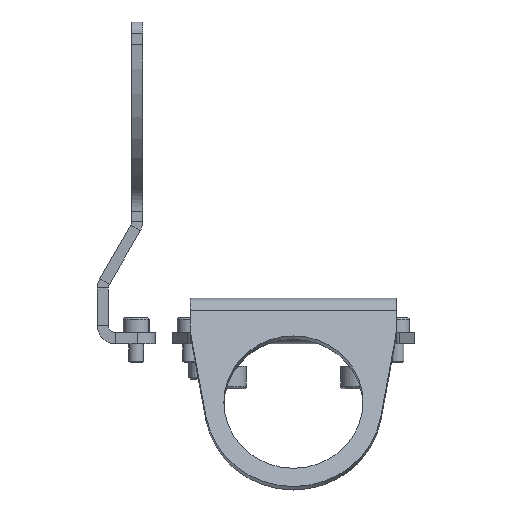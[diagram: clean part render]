
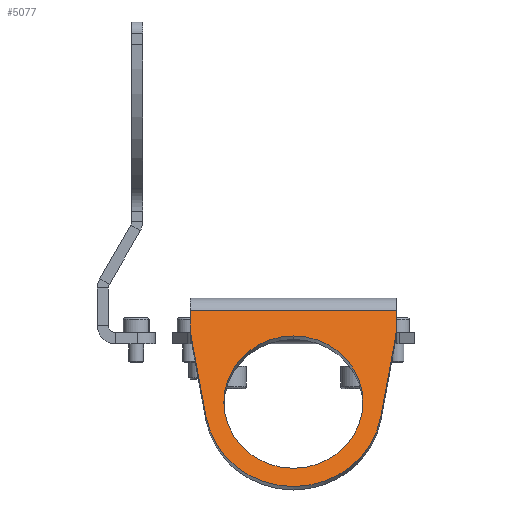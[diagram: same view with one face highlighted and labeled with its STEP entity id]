
A CAD part, front view. The second image highlights one B-rep face of the part: STEP entity #5077.
In plain terms, the highlighted planar face has unit normal (0, -0.951, 0.309).
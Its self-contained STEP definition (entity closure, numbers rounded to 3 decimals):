
#11 = CARTESIAN_POINT ( 'NONE',  ( -430.09, 32.409, -511.781 ) ) ;
#56 = VECTOR ( 'NONE', #1210, 1000. ) ;
#119 = CARTESIAN_POINT ( 'NONE',  ( -425.37, 32.409, -511.781 ) ) ;
#173 = DIRECTION ( 'NONE',  ( 0., 0.309, 0.951 ) ) ;
#182 = EDGE_CURVE ( 'NONE', #2786, #1598, #3062, .T. ) ;
#210 = CARTESIAN_POINT ( 'NONE',  ( -427.73, 25.512, -533.008 ) ) ;
#222 = LINE ( 'NONE', #683, #56 ) ;
#354 = ORIENTED_EDGE ( 'NONE', *, *, #182, .T. ) ;
#437 = EDGE_CURVE ( 'NONE', #3327, #2395, #1962, .T. ) ;
#493 = CARTESIAN_POINT ( 'NONE',  ( -400.546, 30.799, -516.735 ) ) ;
#513 = DIRECTION ( 'NONE',  ( 0., 0.309, 0.951 ) ) ;
#536 = DIRECTION ( 'NONE',  ( 0., 0.309, 0.951 ) ) ;
#683 = CARTESIAN_POINT ( 'NONE',  ( -469.73, 33.456, -508.559 ) ) ;
#732 = DIRECTION ( 'NONE',  ( 0., 0.309, 0.951 ) ) ;
#745 = AXIS2_PLACEMENT_3D ( 'NONE', #4577, #3568, #513 ) ;
#994 = DIRECTION ( 'NONE',  ( 0., 0.309, 0.951 ) ) ;
#1064 = EDGE_LOOP ( 'NONE', ( #3369, #354, #1105, #5715, #1894, #1554, #4055, #1088 ) ) ;
#1088 = ORIENTED_EDGE ( 'NONE', *, *, #3565, .F. ) ;
#1092 = EDGE_LOOP ( 'NONE', ( #4335, #5052 ) ) ;
#1105 = ORIENTED_EDGE ( 'NONE', *, *, #3203, .F. ) ;
#1210 = DIRECTION ( 'NONE',  ( 1., 0., 0. ) ) ;
#1248 = CARTESIAN_POINT ( 'NONE',  ( -400.09, 33.456, -508.559 ) ) ;
#1253 = CARTESIAN_POINT ( 'NONE',  ( -455.37, 33.456, -508.559 ) ) ;
#1337 = AXIS2_PLACEMENT_3D ( 'NONE', #11, #3593, #536 ) ;
#1408 = DIRECTION ( 'NONE',  ( -0.174, 0.304, 0.937 ) ) ;
#1554 = ORIENTED_EDGE ( 'NONE', *, *, #4597, .T. ) ;
#1597 = EDGE_CURVE ( 'NONE', #2395, #2195, #4624, .T. ) ;
#1598 = VERTEX_POINT ( 'NONE', #5268 ) ;
#1637 = VECTOR ( 'NONE', #5477, 1000. ) ;
#1820 = DIRECTION ( 'NONE',  ( 0., -0.951, 0.309 ) ) ;
#1894 = ORIENTED_EDGE ( 'NONE', *, *, #437, .F. ) ;
#1902 = AXIS2_PLACEMENT_3D ( 'NONE', #210, #3798, #732 ) ;
#1928 = CARTESIAN_POINT ( 'NONE',  ( -457.986, 36.184, -500.163 ) ) ;
#1962 = LINE ( 'NONE', #6183, #1637 ) ;
#2195 = VERTEX_POINT ( 'NONE', #4066 ) ;
#2395 = VERTEX_POINT ( 'NONE', #4709 ) ;
#2763 = EDGE_CURVE ( 'NONE', #3625, #4158, #4877, .T. ) ;
#2786 = VERTEX_POINT ( 'NONE', #5923 ) ;
#3009 = CARTESIAN_POINT ( 'NONE',  ( -455.37, 35.544, -502.133 ) ) ;
#3022 = VECTOR ( 'NONE', #994, 1000. ) ;
#3062 = CIRCLE ( 'NONE', #5979, 30. ) ;
#3182 = DIRECTION ( 'NONE',  ( 0., 0.309, 0.951 ) ) ;
#3203 = EDGE_CURVE ( 'NONE', #2195, #1598, #6237, .T. ) ;
#3237 = DIRECTION ( 'NONE',  ( 0., 0.951, -0.309 ) ) ;
#3269 = VERTEX_POINT ( 'NONE', #5049 ) ;
#3283 = CIRCLE ( 'NONE', #1902, 18.65 ) ;
#3298 = EDGE_CURVE ( 'NONE', #2786, #4835, #5901, .T. ) ;
#3327 = VERTEX_POINT ( 'NONE', #493 ) ;
#3359 = FACE_BOUND ( 'NONE', #1092, .T. ) ;
#3369 = ORIENTED_EDGE ( 'NONE', *, *, #3298, .F. ) ;
#3506 = VERTEX_POINT ( 'NONE', #5717 ) ;
#3565 = EDGE_CURVE ( 'NONE', #4835, #3625, #222, .T. ) ;
#3568 = DIRECTION ( 'NONE',  ( 0., -0.951, 0.309 ) ) ;
#3593 = DIRECTION ( 'NONE',  ( 0., -0.951, 0.309 ) ) ;
#3625 = VERTEX_POINT ( 'NONE', #1248 ) ;
#3730 = DIRECTION ( 'NONE',  ( 0., -0.951, 0.309 ) ) ;
#3798 = DIRECTION ( 'NONE',  ( 0., -0.951, 0.309 ) ) ;
#4004 = AXIS2_PLACEMENT_3D ( 'NONE', #6308, #3237, #173 ) ;
#4055 = ORIENTED_EDGE ( 'NONE', *, *, #2763, .F. ) ;
#4066 = CARTESIAN_POINT ( 'NONE',  ( -451.168, 24.235, -536.938 ) ) ;
#4158 = VERTEX_POINT ( 'NONE', #4983 ) ;
#4335 = ORIENTED_EDGE ( 'NONE', *, *, #5956, .F. ) ;
#4368 = DIRECTION ( 'NONE',  ( 0., -0.309, -0.951 ) ) ;
#4569 = CIRCLE ( 'NONE', #4866, 18.65 ) ;
#4571 = FACE_OUTER_BOUND ( 'NONE', #1064, .T. ) ;
#4577 = CARTESIAN_POINT ( 'NONE',  ( -469.73, 35.544, -502.133 ) ) ;
#4597 = EDGE_CURVE ( 'NONE', #3327, #4158, #6096, .T. ) ;
#4624 = CIRCLE ( 'NONE', #4004, 23.8 ) ;
#4709 = CARTESIAN_POINT ( 'NONE',  ( -404.292, 24.235, -536.938 ) ) ;
#4800 = EDGE_CURVE ( 'NONE', #3269, #3506, #3283, .T. ) ;
#4835 = VERTEX_POINT ( 'NONE', #1253 ) ;
#4866 = AXIS2_PLACEMENT_3D ( 'NONE', #4873, #1820, #5379 ) ;
#4873 = CARTESIAN_POINT ( 'NONE',  ( -427.73, 25.512, -533.008 ) ) ;
#4877 = LINE ( 'NONE', #5363, #6073 ) ;
#4983 = CARTESIAN_POINT ( 'NONE',  ( -400.09, 32.409, -511.781 ) ) ;
#5049 = CARTESIAN_POINT ( 'NONE',  ( -427.73, 19.749, -550.745 ) ) ;
#5052 = ORIENTED_EDGE ( 'NONE', *, *, #4800, .F. ) ;
#5077 = ADVANCED_FACE ( 'NONE', ( #3359, #4571 ), #5596, .T. ) ;
#5268 = CARTESIAN_POINT ( 'NONE',  ( -454.914, 30.799, -516.735 ) ) ;
#5363 = CARTESIAN_POINT ( 'NONE',  ( -400.09, 35.544, -502.133 ) ) ;
#5379 = DIRECTION ( 'NONE',  ( 0., 0.309, 0.951 ) ) ;
#5477 = DIRECTION ( 'NONE',  ( -0.174, -0.304, -0.937 ) ) ;
#5596 = PLANE ( 'NONE',  #745 ) ;
#5715 = ORIENTED_EDGE ( 'NONE', *, *, #1597, .F. ) ;
#5717 = CARTESIAN_POINT ( 'NONE',  ( -427.73, 31.275, -515.27 ) ) ;
#5901 = LINE ( 'NONE', #3009, #3022 ) ;
#5923 = CARTESIAN_POINT ( 'NONE',  ( -455.37, 32.409, -511.781 ) ) ;
#5956 = EDGE_CURVE ( 'NONE', #3506, #3269, #4569, .T. ) ;
#5979 = AXIS2_PLACEMENT_3D ( 'NONE', #119, #3730, #3182 ) ;
#6062 = VECTOR ( 'NONE', #1408, 1000. ) ;
#6073 = VECTOR ( 'NONE', #4368, 1000. ) ;
#6096 = CIRCLE ( 'NONE', #1337, 30. ) ;
#6183 = CARTESIAN_POINT ( 'NONE',  ( -400.006, 31.745, -513.825 ) ) ;
#6237 = LINE ( 'NONE', #1928, #6062 ) ;
#6308 = CARTESIAN_POINT ( 'NONE',  ( -427.73, 25.512, -533.008 ) ) ;
